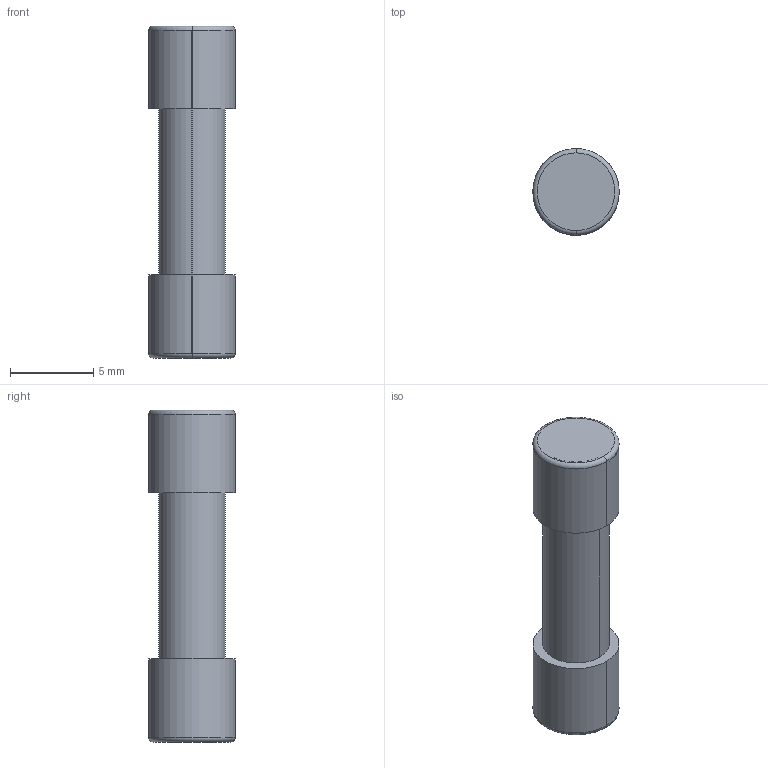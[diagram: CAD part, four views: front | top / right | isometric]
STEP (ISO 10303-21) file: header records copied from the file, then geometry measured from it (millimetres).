
FILE_DESCRIPTION((''),'1');
FILE_NAME('81','2001-05-15T',('jlue'),(''),'PRO/ENGINEER BY PARAMETRIC TECHNOLOGY CORPORATION, 9846','PRO/ENGINEER BY PARAMETRIC TECHNOLOGY CORPORATION, 9846','');
FILE_SCHEMA(('CONFIG_CONTROL_DESIGN'));
Length unit declared in the file: millimetre
Products named in the file (1): 81
Bounding box: 5.2 x 5.2 x 20 mm (x, y, z)
Surface area: 415.5 mm2 (no closed solid volume)
Topology: 0 solids, 0 shells, 14 faces, 61 edges, 58 vertices
Faces by surface type: cylinder 6, plane 4, torus 4
Entity records: 351 total; most frequent: DIRECTION 75, COMPOSITE_CURVE_SEGMENT 52, CARTESIAN_POINT 41, AXIS2_PLACEMENT_3D 34, TRIMMED_CURVE 27, CIRCLE 20, CURVE_BOUNDED_SURFACE 14, OUTER_BOUNDARY_CURVE 14
